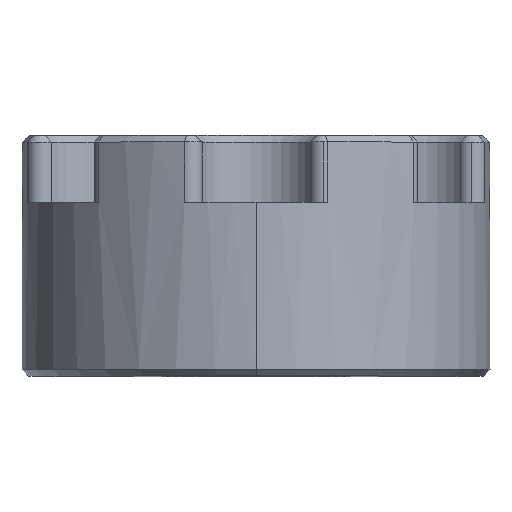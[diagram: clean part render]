
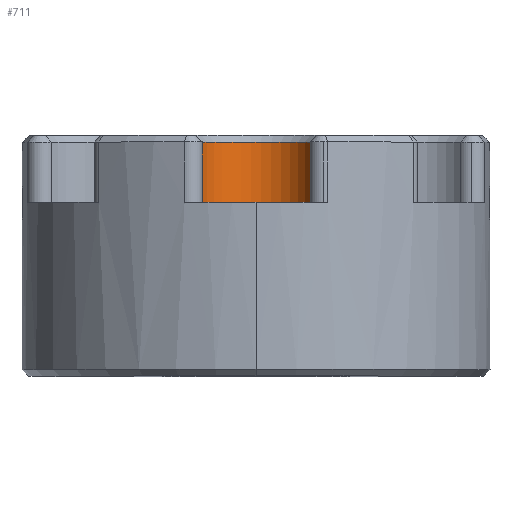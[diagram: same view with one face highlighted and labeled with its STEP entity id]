
A CAD part, top view. The second image highlights one B-rep face of the part: STEP entity #711.
In plain terms, the highlighted cylindrical face has radius 4.5 mm (diameter 9 mm), a partial arc.
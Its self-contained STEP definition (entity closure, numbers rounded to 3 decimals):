
#194 = DIRECTION ( 'NONE',  ( 0., 0., 1. ) ) ;
#235 = VECTOR ( 'NONE', #2838, 1000. ) ;
#297 = ORIENTED_EDGE ( 'NONE', *, *, #3880, .F. ) ;
#445 = CARTESIAN_POINT ( 'NONE',  ( 0., 13., 13.5 ) ) ;
#483 = CYLINDRICAL_SURFACE ( 'NONE', #2034, 4.5 ) ;
#711 = ADVANCED_FACE ( 'NONE', ( #2061 ), #483, .F. ) ;
#841 = ORIENTED_EDGE ( 'NONE', *, *, #4107, .T. ) ;
#910 = CIRCLE ( 'NONE', #3271, 4.5 ) ;
#1011 = VERTEX_POINT ( 'NONE', #1465 ) ;
#1168 = DIRECTION ( 'NONE',  ( 0., 1., 0. ) ) ;
#1361 = VERTEX_POINT ( 'NONE', #2071 ) ;
#1425 = CIRCLE ( 'NONE', #4033, 4.5 ) ;
#1465 = CARTESIAN_POINT ( 'NONE',  ( 4.12, 17.5, 15.311 ) ) ;
#1483 = VERTEX_POINT ( 'NONE', #1840 ) ;
#1484 = CARTESIAN_POINT ( 'NONE',  ( 0., 13., 13.5 ) ) ;
#1840 = CARTESIAN_POINT ( 'NONE',  ( -4.12, 13., 15.311 ) ) ;
#1986 = CARTESIAN_POINT ( 'NONE',  ( 4.12, 13., 15.311 ) ) ;
#2013 = CARTESIAN_POINT ( 'NONE',  ( 4.12, 13., 15.311 ) ) ;
#2034 = AXIS2_PLACEMENT_3D ( 'NONE', #445, #1168, #3066 ) ;
#2047 = VERTEX_POINT ( 'NONE', #2013 ) ;
#2061 = FACE_OUTER_BOUND ( 'NONE', #4016, .T. ) ;
#2071 = CARTESIAN_POINT ( 'NONE',  ( -4.12, 17.5, 15.311 ) ) ;
#2214 = LINE ( 'NONE', #4144, #235 ) ;
#2240 = CARTESIAN_POINT ( 'NONE',  ( 0., 17.5, 13.5 ) ) ;
#2301 = DIRECTION ( 'NONE',  ( 0., 1., 0. ) ) ;
#2333 = EDGE_CURVE ( 'NONE', #1361, #1483, #2214, .T. ) ;
#2572 = ORIENTED_EDGE ( 'NONE', *, *, #3232, .T. ) ;
#2662 = VECTOR ( 'NONE', #3535, 1000. ) ;
#2739 = ORIENTED_EDGE ( 'NONE', *, *, #2333, .T. ) ;
#2838 = DIRECTION ( 'NONE',  ( 0., -1., 0. ) ) ;
#2907 = DIRECTION ( 'NONE',  ( 0., 0., 1. ) ) ;
#3066 = DIRECTION ( 'NONE',  ( 0., 0., 1. ) ) ;
#3232 = EDGE_CURVE ( 'NONE', #1011, #1361, #1425, .T. ) ;
#3271 = AXIS2_PLACEMENT_3D ( 'NONE', #1484, #3921, #194 ) ;
#3535 = DIRECTION ( 'NONE',  ( 0., 1., 0. ) ) ;
#3599 = LINE ( 'NONE', #1986, #2662 ) ;
#3880 = EDGE_CURVE ( 'NONE', #2047, #1483, #910, .T. ) ;
#3921 = DIRECTION ( 'NONE',  ( 0., 1., 0. ) ) ;
#4016 = EDGE_LOOP ( 'NONE', ( #841, #2572, #2739, #297 ) ) ;
#4033 = AXIS2_PLACEMENT_3D ( 'NONE', #2240, #2301, #2907 ) ;
#4107 = EDGE_CURVE ( 'NONE', #2047, #1011, #3599, .T. ) ;
#4144 = CARTESIAN_POINT ( 'NONE',  ( -4.12, 13., 15.311 ) ) ;
